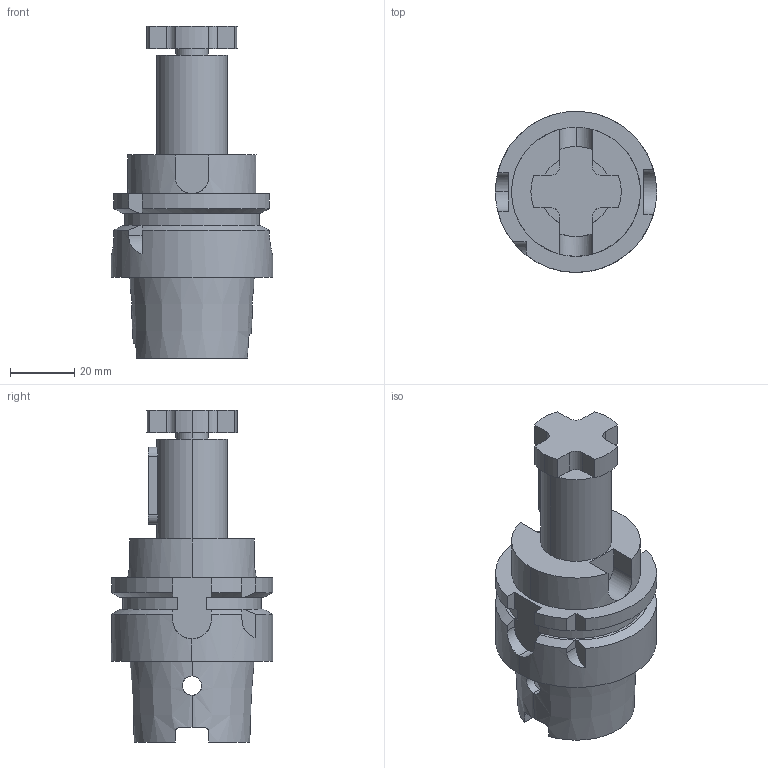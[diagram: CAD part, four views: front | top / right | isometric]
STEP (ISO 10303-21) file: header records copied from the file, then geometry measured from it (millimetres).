
FILE_DESCRIPTION (( 'STEP AP203' ), '1' );
FILE_NAME ('STP-32604.STEP', '2021-05-19T08:06:53', ( '' ), ( '' ), 'SwSTEP 2.0', 'SolidWorks 2017', '' );
FILE_SCHEMA (( 'CONFIG_CONTROL_DESIGN' ));
Length unit declared in the file: millimetre
Products named in the file (1): STP-32604
Bounding box: 50 x 50 x 103 mm (x, y, z)
Volume: 78437.4 mm3; surface area: 20845.9 mm2
Topology: 1 solids, 1 shells, 123 faces, 330 edges, 212 vertices
Faces by surface type: plane 57, cylinder 52, cone 10, torus 4
Entity records: 4500 total; most frequent: CARTESIAN_POINT 1342, ORIENTED_EDGE 660, DIRECTION 633, EDGE_CURVE 330, AXIS2_PLACEMENT_3D 227, VERTEX_POINT 212, LINE 179, VECTOR 179
